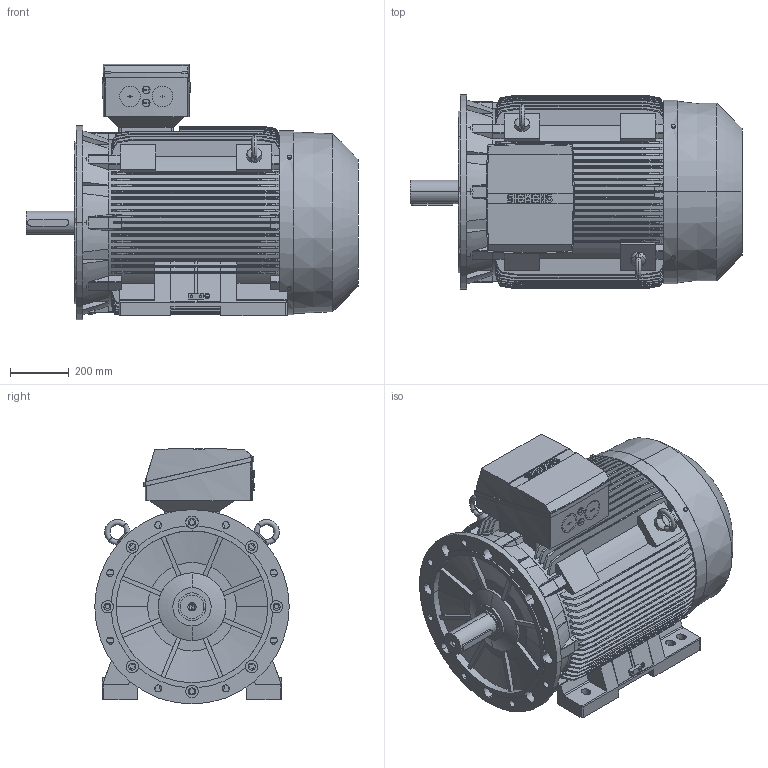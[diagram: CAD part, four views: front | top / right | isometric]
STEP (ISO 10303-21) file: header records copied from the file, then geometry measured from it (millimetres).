
FILE_DESCRIPTION(('STEP AP214'),'1');
FILE_NAME('cctmp_88D3B0F8-4AF4-4075-A8D3-B12F44D7F3C0_2023_06_26_11_31_19_0369..stp','2023-06-26T09:31:20',('SIEMENS A&D'),('CADClick - www.CADClick.com'),'Spatial InterOp 3D',' ','unknown authorization');
FILE_SCHEMA(('AUTOMOTIVE_DESIGN'));
Length unit declared in the file: millimetre
Products named in the file (1): 1
Bounding box: 1127 x 660 x 869 mm (x, y, z)
Volume: 291834665.9 mm3; surface area: 6565646.2 mm2
Topology: 9 solids, 9 shells, 1657 faces, 4592 edges, 3005 vertices
Faces by surface type: plane 871, cylinder 442, torus 284, cone 60
Entity records: 77947 total; most frequent: CARTESIAN_POINT 23026, ORIENTED_EDGE 9172, DIRECTION 8140, EDGE_CURVE 4586, VERTEX_POINT 3005, AXIS2_PLACEMENT_3D 2840, LINE 2460, VECTOR 2460
